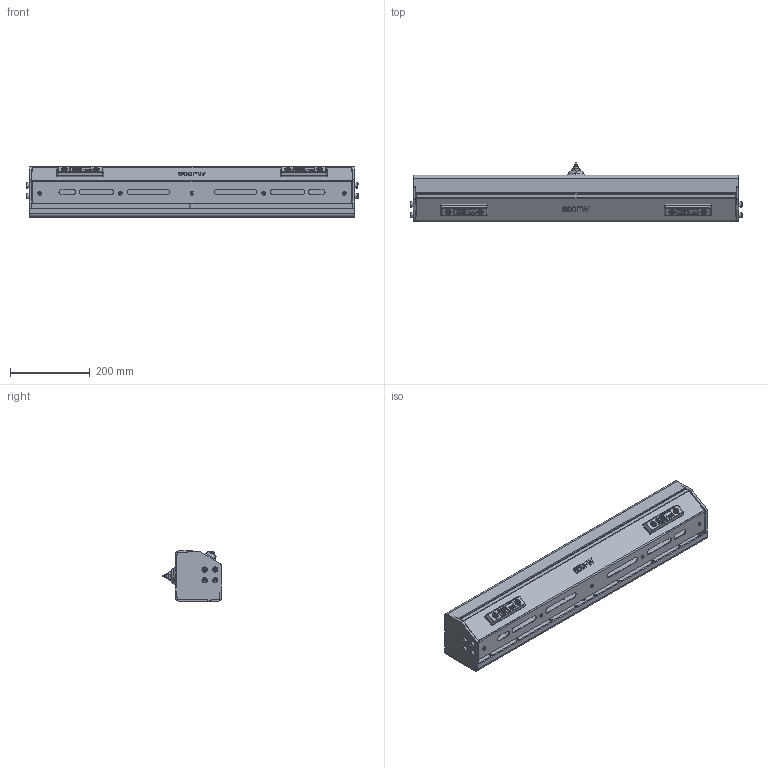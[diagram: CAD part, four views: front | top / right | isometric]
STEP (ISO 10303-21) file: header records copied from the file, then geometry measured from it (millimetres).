
FILE_DESCRIPTION (( 'STEP AP214' ), '1' );
FILE_NAME ('INTERCEPTOR 800FW (ASM-00159) [C].STEP', '2020-04-30T12:08:07', ( '' ), ( '' ), 'SwSTEP 2.0', 'SolidWorks 2019', '' );
FILE_SCHEMA (( 'AUTOMOTIVE_DESIGN' ));
Length unit declared in the file: millimetre
Products named in the file (17): REV-00427; socket button head screw_iso_ISO 7380 - M5 x 16 --- 16N; ASM-00087; LAS-00126; LAS-00125; socket button head screw_iso_ISO 7380 - M5 x 10 --- 10N; socket button head screw_iso_ISO 7380 - M6 x 20 - 20N; LAS-00124; INTERCEPTOR 800FW (ASM-00159) [C]; GEN-00019; REV-00108; plain washer grade c_din_Washer DIN 126 - 6.6; REV-00088; socket head cap screw_din_DIN 912 M8 x 20 --- 20N; ASM-00158; torque nut 01_iso_ISO 7040-M6-N; socket head cap screw_din_DIN 912 M8 x 20 --- 20C
Assembly tree (41 placements, depth 3):
  INTERCEPTOR 800FW (ASM-00159) [C]
    ASM-00158
      LAS-00124
      LAS-00126  x2
    LAS-00125
    socket head cap screw_din_DIN 912 M8 x 20 --- 20C  x8
    GEN-00019  x2
    plain washer grade c_din_Washer DIN 126 - 6.6  x4
    torque nut 01_iso_ISO 7040-M6-N  x4
    socket button head screw_iso_ISO 7380 - M5 x 16 --- 16N  x2
    socket button head screw_iso_ISO 7380 - M5 x 10 --- 10N  x7
    ASM-00087
      REV-00108
    REV-00088
    socket button head screw_iso_ISO 7380 - M6 x 20 - 20N  x4
    REV-00427
    socket head cap screw_din_DIN 912 M8 x 20 --- 20N
Bounding box: 833.5 x 149.61 x 126 mm (x, y, z)
Volume: 1433715.7 mm3; surface area: 829843.6 mm2
Topology: 39 solids, 39 shells, 1866 faces, 4714 edges, 2971 vertices
Faces by surface type: plane 847, cylinder 449, bspline 300, cone 164, torus 80, sphere 26
Entity records: 32631 total; most frequent: CARTESIAN_POINT 7896, ORIENTED_EDGE 5104, DIRECTION 4614, EDGE_CURVE 2552, VERTEX_POINT 1650, AXIS2_PLACEMENT_3D 1595, LINE 1424, VECTOR 1424
